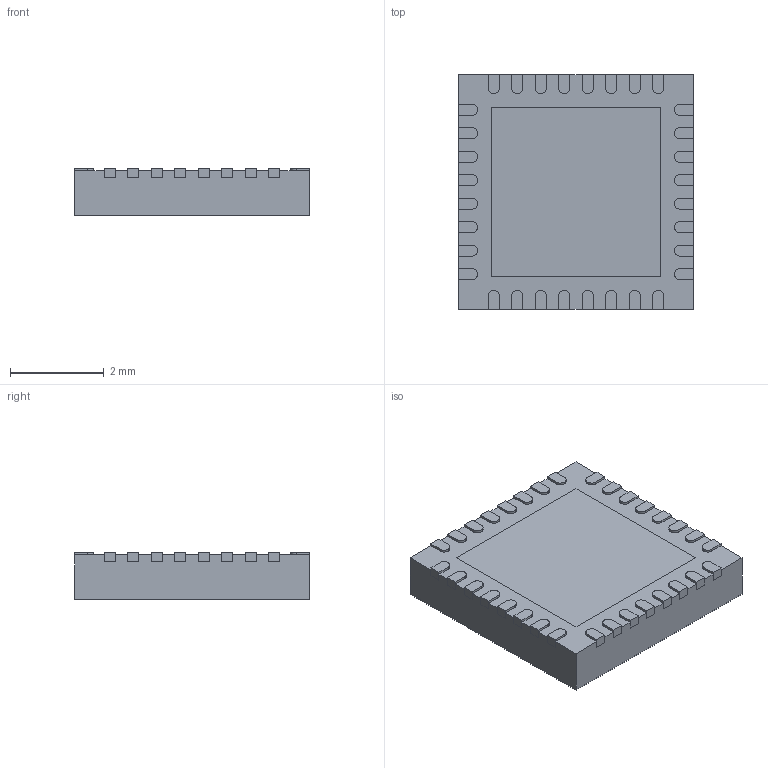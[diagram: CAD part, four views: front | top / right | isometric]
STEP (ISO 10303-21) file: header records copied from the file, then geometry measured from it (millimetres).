
FILE_DESCRIPTION (( 'STEP AP214' ), '1' );
FILE_NAME ('8AEE14C6-130A-4545-855E-95DFEE2C04C7.STEP', '2022-10-07T13:07:53', ( '' ), ( '' ), 'SwSTEP 2.0', 'SolidWorks 2022', '' );
FILE_SCHEMA (( 'AUTOMOTIVE_DESIGN' ));
Length unit declared in the file: millimetre
Products named in the file (1): 8AEE14C6-130A-4545-855E-95DFEE2C04C7
Bounding box: 5 x 5 x 1 mm (x, y, z)
Volume: 23.9 mm3; surface area: 85.7 mm2
Topology: 33 solids, 33 shells, 328 faces, 788 edges, 527 vertices
Faces by surface type: plane 264, cylinder 64
Entity records: 11982 total; most frequent: CARTESIAN_POINT 1644, ORIENTED_EDGE 1576, DIRECTION 1574, EDGE_CURVE 788, LINE 660, VECTOR 660, VERTEX_POINT 527, AXIS2_PLACEMENT_3D 457
